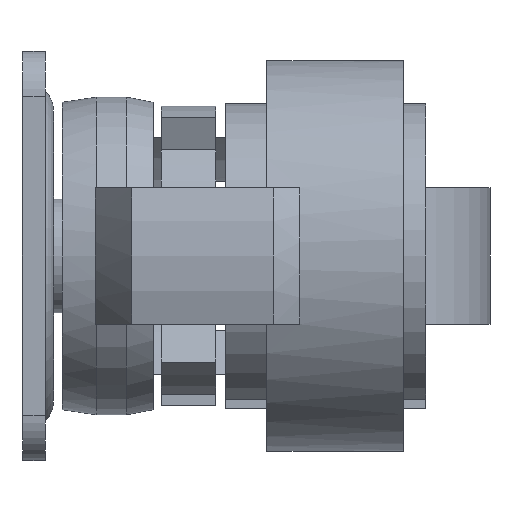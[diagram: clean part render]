
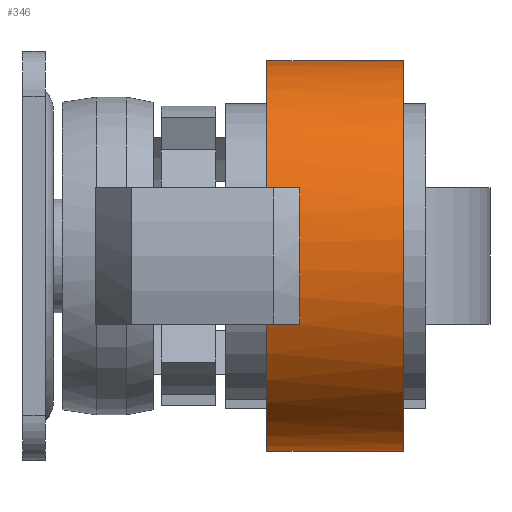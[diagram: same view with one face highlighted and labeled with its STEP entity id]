
A CAD part, left-side view. The second image highlights one B-rep face of the part: STEP entity #346.
In plain terms, the highlighted cylindrical face has radius 43 mm (diameter 86 mm), a partial arc.
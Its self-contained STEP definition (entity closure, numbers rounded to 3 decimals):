
#346 = ADVANCED_FACE( '', ( #804 ), #805, .T. );
#804 = FACE_OUTER_BOUND( '', #1395, .T. );
#805 = CYLINDRICAL_SURFACE( '', #1396, 43. );
#1395 = EDGE_LOOP( '', ( #2472, #2473, #2474, #2475, #2476, #2477, #2478, #2479, #2480, #2481, #2482, #2483, #2484, #2485 ) );
#1396 = AXIS2_PLACEMENT_3D( '', #2486, #2487, #2488 );
#2472 = ORIENTED_EDGE( '', *, *, #3745, .T. );
#2473 = ORIENTED_EDGE( '', *, *, #3801, .T. );
#2474 = ORIENTED_EDGE( '', *, *, #3475, .F. );
#2475 = ORIENTED_EDGE( '', *, *, #3802, .T. );
#2476 = ORIENTED_EDGE( '', *, *, #3803, .T. );
#2477 = ORIENTED_EDGE( '', *, *, #3804, .F. );
#2478 = ORIENTED_EDGE( '', *, *, #3805, .F. );
#2479 = ORIENTED_EDGE( '', *, *, #3806, .T. );
#2480 = ORIENTED_EDGE( '', *, *, #3592, .F. );
#2481 = ORIENTED_EDGE( '', *, *, #3807, .F. );
#2482 = ORIENTED_EDGE( '', *, *, #3531, .T. );
#2483 = ORIENTED_EDGE( '', *, *, #3715, .T. );
#2484 = ORIENTED_EDGE( '', *, *, #3808, .F. );
#2485 = ORIENTED_EDGE( '', *, *, #3809, .T. );
#2486 = CARTESIAN_POINT( '', ( 0., -81.24, 0. ) );
#2487 = DIRECTION( '', ( 0., -1., 0. ) );
#2488 = DIRECTION( '', ( 0., 0., 1. ) );
#3475 = EDGE_CURVE( '', #4192, #4193, #4194, .T. );
#3531 = EDGE_CURVE( '', #4281, #4286, #4288, .T. );
#3592 = EDGE_CURVE( '', #4390, #4392, #4393, .T. );
#3715 = EDGE_CURVE( '', #4286, #4589, #4591, .T. );
#3745 = EDGE_CURVE( '', #4628, #4632, #4634, .F. );
#3801 = EDGE_CURVE( '', #4632, #4193, #4716, .T. );
#3802 = EDGE_CURVE( '', #4192, #4717, #4718, .F. );
#3803 = EDGE_CURVE( '', #4717, #4719, #4720, .T. );
#3804 = EDGE_CURVE( '', #4721, #4719, #4722, .T. );
#3805 = EDGE_CURVE( '', #4723, #4721, #4724, .T. );
#3806 = EDGE_CURVE( '', #4723, #4392, #4725, .T. );
#3807 = EDGE_CURVE( '', #4281, #4390, #4726, .F. );
#3808 = EDGE_CURVE( '', #4727, #4589, #4728, .T. );
#3809 = EDGE_CURVE( '', #4727, #4628, #4729, .F. );
#4192 = VERTEX_POINT( '', #5246 );
#4193 = VERTEX_POINT( '', #5247 );
#4194 = CIRCLE( '', #5248, 43. );
#4281 = VERTEX_POINT( '', #5362 );
#4286 = VERTEX_POINT( '', #5369 );
#4288 = ELLIPSE( '', #5372, 89.798, 43. );
#4390 = VERTEX_POINT( '', #5508 );
#4392 = VERTEX_POINT( '', #5510 );
#4393 = B_SPLINE_CURVE_WITH_KNOTS( '', 3, ( #5511, #5512, #5513, #5514, #5515, #5516, #5517, #5518, #5519, #5520, #5521, #5522, #5523, #5524 ), .UNSPECIFIED., .F., .F., ( 4, 2, 2, 2, 2, 2, 4 ), ( 0.031, 0.034, 0.036, 0.037, 0.039, 0.04, 0.043 ), .UNSPECIFIED. );
#4589 = VERTEX_POINT( '', #5812 );
#4591 = LINE( '', #5815, #5816 );
#4628 = VERTEX_POINT( '', #5864 );
#4632 = VERTEX_POINT( '', #5869 );
#4634 = CIRCLE( '', #5872, 43. );
#4716 = LINE( '', #5980, #5981 );
#4717 = VERTEX_POINT( '', #5982 );
#4718 = LINE( '', #5983, #5984 );
#4719 = VERTEX_POINT( '', #5985 );
#4720 = ELLIPSE( '', #5986, 89.798, 43. );
#4721 = VERTEX_POINT( '', #5987 );
#4722 = LINE( '', #5988, #5989 );
#4723 = VERTEX_POINT( '', #5990 );
#4724 = B_SPLINE_CURVE_WITH_KNOTS( '', 3, ( #5991, #5992, #5993, #5994, #5995, #5996, #5997, #5998, #5999, #6000, #6001, #6002, #6003, #6004 ), .UNSPECIFIED., .F., .F., ( 4, 2, 2, 2, 2, 2, 4 ), ( 0., 0.003, 0.004, 0.006, 0.009, 0.01, 0.012 ), .UNSPECIFIED. );
#4725 = CIRCLE( '', #6005, 43. );
#4726 = LINE( '', #6006, #6007 );
#4727 = VERTEX_POINT( '', #6008 );
#4728 = CIRCLE( '', #6009, 43. );
#4729 = LINE( '', #6010, #6011 );
#5246 = CARTESIAN_POINT( '', ( 34.249, -51.24, -26. ) );
#5247 = CARTESIAN_POINT( '', ( -40.299, -51.24, -15. ) );
#5248 = AXIS2_PLACEMENT_3D( '', #6548, #6549, #6550 );
#5362 = CARTESIAN_POINT( '', ( 28.723, -66.8, 32. ) );
#5369 = CARTESIAN_POINT( '', ( 34.249, -55.8, 26. ) );
#5372 = AXIS2_PLACEMENT_3D( '', #6626, #6627, #6628 );
#5508 = CARTESIAN_POINT( '', ( 28.723, -72.79, 32. ) );
#5510 = CARTESIAN_POINT( '', ( 34.094, -81.24, 26.203 ) );
#5511 = CARTESIAN_POINT( '', ( 28.723, -72.79, 32. ) );
#5512 = CARTESIAN_POINT( '', ( 28.991, -73.707, 31.759 ) );
#5513 = CARTESIAN_POINT( '', ( 29.324, -74.577, 31.455 ) );
#5514 = CARTESIAN_POINT( '', ( 29.907, -75.816, 30.898 ) );
#5515 = CARTESIAN_POINT( '', ( 30.116, -76.219, 30.694 ) );
#5516 = CARTESIAN_POINT( '', ( 30.552, -76.99, 30.26 ) );
#5517 = CARTESIAN_POINT( '', ( 30.78, -77.359, 30.028 ) );
#5518 = CARTESIAN_POINT( '', ( 31.251, -78.067, 29.538 ) );
#5519 = CARTESIAN_POINT( '', ( 31.494, -78.405, 29.279 ) );
#5520 = CARTESIAN_POINT( '', ( 31.993, -79.053, 28.733 ) );
#5521 = CARTESIAN_POINT( '', ( 32.25, -79.363, 28.445 ) );
#5522 = CARTESIAN_POINT( '', ( 33.031, -80.247, 27.542 ) );
#5523 = CARTESIAN_POINT( '', ( 33.562, -80.771, 26.895 ) );
#5524 = CARTESIAN_POINT( '', ( 34.094, -81.24, 26.203 ) );
#5812 = CARTESIAN_POINT( '', ( 34.249, -51.24, 26. ) );
#5815 = CARTESIAN_POINT( '', ( 34.249, -81.24, 26. ) );
#5816 = VECTOR( '', #6891, 1000. );
#5864 = CARTESIAN_POINT( '', ( -40.299, -58.5, 15. ) );
#5869 = CARTESIAN_POINT( '', ( -40.299, -58.5, -15. ) );
#5872 = AXIS2_PLACEMENT_3D( '', #6926, #6927, #6928 );
#5980 = CARTESIAN_POINT( '', ( -40.299, -81.24, -15. ) );
#5981 = VECTOR( '', #6997, 1000. );
#5982 = CARTESIAN_POINT( '', ( 34.249, -55.8, -26. ) );
#5983 = CARTESIAN_POINT( '', ( 34.249, -81.24, -26. ) );
#5984 = VECTOR( '', #6998, 1000. );
#5985 = CARTESIAN_POINT( '', ( 28.723, -66.8, -32. ) );
#5986 = AXIS2_PLACEMENT_3D( '', #6999, #7000, #7001 );
#5987 = CARTESIAN_POINT( '', ( 28.723, -72.79, -32. ) );
#5988 = CARTESIAN_POINT( '', ( 28.723, -81.24, -32. ) );
#5989 = VECTOR( '', #7002, 1000. );
#5990 = CARTESIAN_POINT( '', ( 34.094, -81.24, -26.203 ) );
#5991 = CARTESIAN_POINT( '', ( 34.094, -81.24, -26.203 ) );
#5992 = CARTESIAN_POINT( '', ( 33.561, -80.77, -26.897 ) );
#5993 = CARTESIAN_POINT( '', ( 33.031, -80.247, -27.542 ) );
#5994 = CARTESIAN_POINT( '', ( 32.256, -79.37, -28.438 ) );
#5995 = CARTESIAN_POINT( '', ( 32.001, -79.063, -28.724 ) );
#5996 = CARTESIAN_POINT( '', ( 31.501, -78.414, -29.272 ) );
#5997 = CARTESIAN_POINT( '', ( 31.254, -78.072, -29.534 ) );
#5998 = CARTESIAN_POINT( '', ( 30.539, -76.997, -30.28 ) );
#5999 = CARTESIAN_POINT( '', ( 30.102, -76.23, -30.71 ) );
#6000 = CARTESIAN_POINT( '', ( 29.523, -75.001, -31.264 ) );
#6001 = CARTESIAN_POINT( '', ( 29.343, -74.579, -31.433 ) );
#6002 = CARTESIAN_POINT( '', ( 29.011, -73.705, -31.74 ) );
#6003 = CARTESIAN_POINT( '', ( 28.858, -73.253, -31.879 ) );
#6004 = CARTESIAN_POINT( '', ( 28.723, -72.79, -32. ) );
#6005 = AXIS2_PLACEMENT_3D( '', #7003, #7004, #7005 );
#6006 = CARTESIAN_POINT( '', ( 28.723, -81.24, 32. ) );
#6007 = VECTOR( '', #7006, 1000. );
#6008 = CARTESIAN_POINT( '', ( -40.299, -51.24, 15. ) );
#6009 = AXIS2_PLACEMENT_3D( '', #7007, #7008, #7009 );
#6010 = CARTESIAN_POINT( '', ( -40.299, -81.24, 15. ) );
#6011 = VECTOR( '', #7010, 1000. );
#6548 = CARTESIAN_POINT( '', ( 0., -51.24, 0. ) );
#6549 = DIRECTION( '', ( 0., 1., 0. ) );
#6550 = DIRECTION( '', ( 1., 0., 0. ) );
#6626 = CARTESIAN_POINT( '', ( 0., -8.133, 0. ) );
#6627 = DIRECTION( '', ( 0., 0.479, 0.878 ) );
#6628 = DIRECTION( '', ( 0., 0.878, -0.479 ) );
#6891 = DIRECTION( '', ( 0., 1., 0. ) );
#6926 = CARTESIAN_POINT( '', ( 0., -58.5, 0. ) );
#6927 = DIRECTION( '', ( 0., 1., 0. ) );
#6928 = DIRECTION( '', ( 0., 0., 1. ) );
#6997 = DIRECTION( '', ( 0., 1., 0. ) );
#6998 = DIRECTION( '', ( 0., 1., 0. ) );
#6999 = CARTESIAN_POINT( '', ( 0., -8.133, 0. ) );
#7000 = DIRECTION( '', ( 0., 0.479, -0.878 ) );
#7001 = DIRECTION( '', ( 0., 0.878, 0.479 ) );
#7002 = DIRECTION( '', ( 0., 1., 0. ) );
#7003 = CARTESIAN_POINT( '', ( 0., -81.24, 0. ) );
#7004 = DIRECTION( '', ( 0., 1., 0. ) );
#7005 = DIRECTION( '', ( 1., 0., 0. ) );
#7006 = DIRECTION( '', ( 0., 1., 0. ) );
#7007 = CARTESIAN_POINT( '', ( 0., -51.24, 0. ) );
#7008 = DIRECTION( '', ( 0., 1., 0. ) );
#7009 = DIRECTION( '', ( 1., 0., 0. ) );
#7010 = DIRECTION( '', ( 0., 1., 0. ) );
